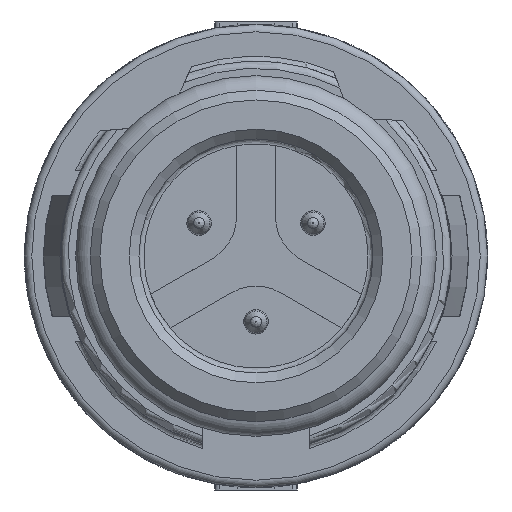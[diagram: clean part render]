
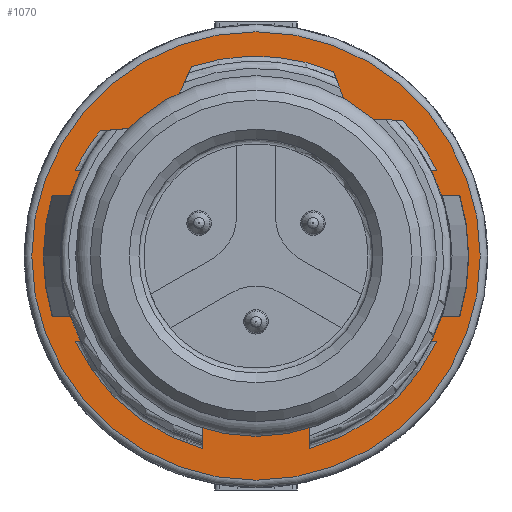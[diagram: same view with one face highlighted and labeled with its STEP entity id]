
A CAD part, left-side view. The second image highlights one B-rep face of the part: STEP entity #1070.
In plain terms, the highlighted planar face has unit normal (-1, 0, 0).
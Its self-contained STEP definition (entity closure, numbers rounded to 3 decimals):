
#354=PLANE('',#4121);
#610=LINE('',#5795,#818);
#613=LINE('',#5818,#821);
#617=LINE('',#5844,#825);
#621=LINE('',#5888,#829);
#629=LINE('',#5914,#837);
#635=LINE('',#5945,#843);
#639=LINE('',#6015,#847);
#646=LINE('',#6049,#854);
#677=LINE('',#6805,#885);
#678=LINE('',#6809,#886);
#679=LINE('',#6813,#887);
#680=LINE('',#6817,#888);
#681=LINE('',#6822,#889);
#682=LINE('',#6826,#890);
#818=VECTOR('',#4606,1.);
#821=VECTOR('',#4611,1.);
#825=VECTOR('',#4617,1.);
#829=VECTOR('',#4623,1.);
#837=VECTOR('',#4645,1.);
#843=VECTOR('',#4653,1.);
#847=VECTOR('',#4659,1.);
#854=VECTOR('',#4668,1.);
#885=VECTOR('',#4819,1.);
#886=VECTOR('',#4822,1.);
#887=VECTOR('',#4825,1.);
#888=VECTOR('',#4828,1.);
#889=VECTOR('',#4833,1.);
#890=VECTOR('',#4836,1.);
#1070=ADVANCED_FACE('',(#1374,#1375),#354,.F.);
#1374=FACE_BOUND('',#1561,.T.);
#1375=FACE_BOUND('',#1562,.T.);
#1561=EDGE_LOOP('',(#2122,#2123,#2124,#2125,#2126,#2127,#2128,#2129,#2130,
#2131,#2132,#2133,#2134,#2135,#2136,#2137,#2138,#2139,#2140,#2141,#2142,
#2143,#2144,#2145,#2146,#2147,#2148,#2149));
#1562=EDGE_LOOP('',(#2150));
#2122=ORIENTED_EDGE('',*,*,#3430,.T.);
#2123=ORIENTED_EDGE('',*,*,#3289,.F.);
#2124=ORIENTED_EDGE('',*,*,#3352,.T.);
#2125=ORIENTED_EDGE('',*,*,#3324,.F.);
#2126=ORIENTED_EDGE('',*,*,#3309,.F.);
#2127=ORIENTED_EDGE('',*,*,#3316,.T.);
#2128=ORIENTED_EDGE('',*,*,#3354,.T.);
#2129=ORIENTED_EDGE('',*,*,#3293,.T.);
#2130=ORIENTED_EDGE('',*,*,#3431,.T.);
#2131=ORIENTED_EDGE('',*,*,#3432,.F.);
#2132=ORIENTED_EDGE('',*,*,#3433,.F.);
#2133=ORIENTED_EDGE('',*,*,#3434,.F.);
#2134=ORIENTED_EDGE('',*,*,#3435,.T.);
#2135=ORIENTED_EDGE('',*,*,#3436,.F.);
#2136=ORIENTED_EDGE('',*,*,#3437,.F.);
#2137=ORIENTED_EDGE('',*,*,#3438,.F.);
#2138=ORIENTED_EDGE('',*,*,#3439,.T.);
#2139=ORIENTED_EDGE('',*,*,#3298,.T.);
#2140=ORIENTED_EDGE('',*,*,#3350,.F.);
#2141=ORIENTED_EDGE('',*,*,#3332,.T.);
#2142=ORIENTED_EDGE('',*,*,#3313,.F.);
#2143=ORIENTED_EDGE('',*,*,#3341,.F.);
#2144=ORIENTED_EDGE('',*,*,#3348,.F.);
#2145=ORIENTED_EDGE('',*,*,#3304,.F.);
#2146=ORIENTED_EDGE('',*,*,#3440,.T.);
#2147=ORIENTED_EDGE('',*,*,#3441,.T.);
#2148=ORIENTED_EDGE('',*,*,#3442,.T.);
#2149=ORIENTED_EDGE('',*,*,#3443,.F.);
#2150=ORIENTED_EDGE('',*,*,#3444,.T.);
#2911=VERTEX_POINT('',#5794);
#2912=VERTEX_POINT('',#5796);
#2915=VERTEX_POINT('',#5819);
#2916=VERTEX_POINT('',#5820);
#2920=VERTEX_POINT('',#5845);
#2921=VERTEX_POINT('',#5846);
#2926=VERTEX_POINT('',#5887);
#2927=VERTEX_POINT('',#5889);
#2930=VERTEX_POINT('',#5897);
#2932=VERTEX_POINT('',#5900);
#2934=VERTEX_POINT('',#5906);
#2936=VERTEX_POINT('',#5909);
#2938=VERTEX_POINT('',#5915);
#2945=VERTEX_POINT('',#5946);
#2952=VERTEX_POINT('',#6016);
#2959=VERTEX_POINT('',#6047);
#3014=VERTEX_POINT('',#6802);
#3015=VERTEX_POINT('',#6804);
#3016=VERTEX_POINT('',#6806);
#3017=VERTEX_POINT('',#6808);
#3018=VERTEX_POINT('',#6810);
#3019=VERTEX_POINT('',#6812);
#3020=VERTEX_POINT('',#6814);
#3021=VERTEX_POINT('',#6816);
#3022=VERTEX_POINT('',#6818);
#3023=VERTEX_POINT('',#6821);
#3024=VERTEX_POINT('',#6823);
#3025=VERTEX_POINT('',#6825);
#3026=VERTEX_POINT('',#6828);
#3289=EDGE_CURVE('',#2911,#2912,#610,.T.);
#3293=EDGE_CURVE('',#2915,#2916,#613,.T.);
#3298=EDGE_CURVE('',#2920,#2921,#617,.T.);
#3304=EDGE_CURVE('',#2926,#2927,#621,.T.);
#3309=EDGE_CURVE('',#2930,#2932,#3778,.T.);
#3313=EDGE_CURVE('',#2934,#2936,#3780,.T.);
#3316=EDGE_CURVE('',#2930,#2938,#629,.T.);
#3324=EDGE_CURVE('',#2932,#2945,#635,.T.);
#3332=EDGE_CURVE('',#2952,#2936,#639,.T.);
#3341=EDGE_CURVE('',#2959,#2934,#646,.T.);
#3348=EDGE_CURVE('',#2927,#2959,#3782,.T.);
#3350=EDGE_CURVE('',#2952,#2921,#3783,.T.);
#3352=EDGE_CURVE('',#2911,#2945,#3784,.T.);
#3354=EDGE_CURVE('',#2938,#2915,#3785,.T.);
#3430=EDGE_CURVE('',#3014,#2912,#3808,.T.);
#3431=EDGE_CURVE('',#2916,#3015,#3809,.T.);
#3432=EDGE_CURVE('',#3016,#3015,#677,.T.);
#3433=EDGE_CURVE('',#3017,#3016,#3810,.T.);
#3434=EDGE_CURVE('',#3018,#3017,#678,.T.);
#3435=EDGE_CURVE('',#3018,#3019,#3811,.T.);
#3436=EDGE_CURVE('',#3020,#3019,#679,.T.);
#3437=EDGE_CURVE('',#3021,#3020,#3812,.T.);
#3438=EDGE_CURVE('',#3022,#3021,#680,.T.);
#3439=EDGE_CURVE('',#3022,#2920,#3813,.T.);
#3440=EDGE_CURVE('',#2926,#3023,#3814,.T.);
#3441=EDGE_CURVE('',#3023,#3024,#681,.T.);
#3442=EDGE_CURVE('',#3024,#3025,#3815,.T.);
#3443=EDGE_CURVE('',#3014,#3025,#682,.T.);
#3444=EDGE_CURVE('',#3026,#3026,#3816,.T.);
#3778=CIRCLE('',#4045,4.);
#3780=CIRCLE('',#4048,4.);
#3782=CIRCLE('',#4055,3.5);
#3783=CIRCLE('',#4057,3.5);
#3784=CIRCLE('',#4059,3.5);
#3785=CIRCLE('',#4061,3.5);
#3808=CIRCLE('',#4112,4.1);
#3809=CIRCLE('',#4113,4.1);
#3810=CIRCLE('',#4114,3.6);
#3811=CIRCLE('',#4115,4.1);
#3812=CIRCLE('',#4116,3.6);
#3813=CIRCLE('',#4117,4.1);
#3814=CIRCLE('',#4118,4.1);
#3815=CIRCLE('',#4119,3.6);
#3816=CIRCLE('',#4120,4.6);
#4045=AXIS2_PLACEMENT_3D('',#5899,#4630,#4631);
#4048=AXIS2_PLACEMENT_3D('',#5908,#4638,#4639);
#4055=AXIS2_PLACEMENT_3D('',#6116,#4673,#4674);
#4057=AXIS2_PLACEMENT_3D('',#6149,#4677,#4678);
#4059=AXIS2_PLACEMENT_3D('',#6182,#4681,#4682);
#4061=AXIS2_PLACEMENT_3D('',#6215,#4685,#4686);
#4112=AXIS2_PLACEMENT_3D('',#6801,#4815,#4816);
#4113=AXIS2_PLACEMENT_3D('',#6803,#4817,#4818);
#4114=AXIS2_PLACEMENT_3D('',#6807,#4820,#4821);
#4115=AXIS2_PLACEMENT_3D('',#6811,#4823,#4824);
#4116=AXIS2_PLACEMENT_3D('',#6815,#4826,#4827);
#4117=AXIS2_PLACEMENT_3D('',#6819,#4829,#4830);
#4118=AXIS2_PLACEMENT_3D('',#6820,#4831,#4832);
#4119=AXIS2_PLACEMENT_3D('',#6824,#4834,#4835);
#4120=AXIS2_PLACEMENT_3D('',#6827,#4837,#4838);
#4121=AXIS2_PLACEMENT_3D('',#6829,#4839,#4840);
#4606=DIRECTION('',(0.,1.,0.));
#4611=DIRECTION('',(0.,1.,0.));
#4617=DIRECTION('',(0.,1.,0.));
#4623=DIRECTION('',(0.,1.,0.));
#4630=DIRECTION('',(-1.,0.,0.));
#4631=DIRECTION('',(0.,0.,-1.));
#4638=DIRECTION('',(-1.,0.,0.));
#4639=DIRECTION('',(0.,0.,-1.));
#4645=DIRECTION('',(0.,-1.,0.));
#4653=DIRECTION('',(0.,-1.,0.));
#4659=DIRECTION('',(0.,-1.,0.));
#4668=DIRECTION('',(0.,-1.,0.));
#4673=DIRECTION('',(-1.,0.,0.));
#4674=DIRECTION('',(0.,0.,-1.));
#4677=DIRECTION('',(-1.,0.,0.));
#4678=DIRECTION('',(0.,0.,-1.));
#4681=DIRECTION('',(1.,0.,0.));
#4682=DIRECTION('',(0.,0.,-1.));
#4685=DIRECTION('',(1.,0.,0.));
#4686=DIRECTION('',(0.,0.,-1.));
#4815=DIRECTION('',(1.,0.,0.));
#4816=DIRECTION('',(0.,-1.,0.));
#4817=DIRECTION('',(1.,0.,0.));
#4818=DIRECTION('',(0.,-1.,0.));
#4819=DIRECTION('',(0.,0.997,-0.079));
#4820=DIRECTION('',(-1.,0.,0.));
#4821=DIRECTION('',(0.,1.,0.));
#4822=DIRECTION('',(0.,0.415,-0.91));
#4823=DIRECTION('',(1.,0.,0.));
#4824=DIRECTION('',(0.,-1.,0.));
#4825=DIRECTION('',(0.,0.358,0.934));
#4826=DIRECTION('',(-1.,0.,0.));
#4827=DIRECTION('',(0.,0.559,0.829));
#4828=DIRECTION('',(0.,1.,0.017));
#4829=DIRECTION('',(1.,0.,0.));
#4830=DIRECTION('',(0.,-1.,0.));
#4831=DIRECTION('',(1.,0.,0.));
#4832=DIRECTION('',(0.,-1.,0.));
#4833=DIRECTION('',(0.,0.,1.));
#4834=DIRECTION('',(1.,0.,0.));
#4835=DIRECTION('',(0.,1.,0.));
#4836=DIRECTION('',(0.,0.,1.));
#4837=DIRECTION('',(-1.,0.,0.));
#4838=DIRECTION('',(0.,-1.,0.));
#4839=DIRECTION('',(1.,0.,0.));
#4840=DIRECTION('',(0.,-1.,0.));
#5794=CARTESIAN_POINT('',(7.2,3.031,-1.75));
#5795=CARTESIAN_POINT('',(7.2,3.873,-1.75));
#5796=CARTESIAN_POINT('',(7.2,3.708,-1.75));
#5818=CARTESIAN_POINT('',(7.2,3.873,1.75));
#5819=CARTESIAN_POINT('',(7.2,3.031,1.75));
#5820=CARTESIAN_POINT('',(7.2,3.708,1.75));
#5844=CARTESIAN_POINT('',(7.2,-3.873,1.75));
#5845=CARTESIAN_POINT('',(7.2,-3.708,1.75));
#5846=CARTESIAN_POINT('',(7.2,-3.031,1.75));
#5887=CARTESIAN_POINT('',(7.2,-3.708,-1.75));
#5888=CARTESIAN_POINT('',(7.2,-3.873,-1.75));
#5889=CARTESIAN_POINT('',(7.2,-3.031,-1.75));
#5897=CARTESIAN_POINT('',(7.2,3.8,1.25));
#5899=CARTESIAN_POINT('',(7.2,0.,0.));
#5900=CARTESIAN_POINT('',(7.2,3.8,-1.25));
#5906=CARTESIAN_POINT('',(7.2,-3.8,-1.25));
#5908=CARTESIAN_POINT('',(7.2,0.,0.));
#5909=CARTESIAN_POINT('',(7.2,-3.8,1.25));
#5914=CARTESIAN_POINT('',(7.2,3.8,1.25));
#5915=CARTESIAN_POINT('',(7.2,3.269,1.25));
#5945=CARTESIAN_POINT('',(7.2,3.8,-1.25));
#5946=CARTESIAN_POINT('',(7.2,3.269,-1.25));
#6015=CARTESIAN_POINT('',(7.2,-3.8,1.25));
#6016=CARTESIAN_POINT('',(7.2,-3.269,1.25));
#6047=CARTESIAN_POINT('',(7.2,-3.269,-1.25));
#6049=CARTESIAN_POINT('',(7.2,-3.8,-1.25));
#6116=CARTESIAN_POINT('',(7.2,0.,0.));
#6149=CARTESIAN_POINT('',(7.2,0.,0.));
#6182=CARTESIAN_POINT('',(7.2,0.,0.));
#6215=CARTESIAN_POINT('',(7.2,0.,0.));
#6801=CARTESIAN_POINT('',(7.2,0.,0.));
#6802=CARTESIAN_POINT('',(7.2,1.1,-3.95));
#6803=CARTESIAN_POINT('',(7.2,0.,0.));
#6804=CARTESIAN_POINT('',(7.2,3.196,2.568));
#6805=CARTESIAN_POINT('',(7.2,2.462,2.627));
#6806=CARTESIAN_POINT('',(7.2,2.462,2.627));
#6807=CARTESIAN_POINT('',(7.2,0.,0.));
#6808=CARTESIAN_POINT('',(7.2,1.626,3.212));
#6809=CARTESIAN_POINT('',(7.2,1.378,3.755));
#6810=CARTESIAN_POINT('',(7.2,1.32,3.882));
#6811=CARTESIAN_POINT('',(7.2,0.,0.));
#6812=CARTESIAN_POINT('',(7.2,-1.589,3.78));
#6813=CARTESIAN_POINT('',(7.2,-1.855,3.085));
#6814=CARTESIAN_POINT('',(7.2,-1.855,3.085));
#6815=CARTESIAN_POINT('',(7.2,0.,0.));
#6816=CARTESIAN_POINT('',(7.2,-2.265,2.798));
#6817=CARTESIAN_POINT('',(7.2,-2.868,2.788));
#6818=CARTESIAN_POINT('',(7.2,-3.008,2.786));
#6819=CARTESIAN_POINT('',(7.2,0.,0.));
#6820=CARTESIAN_POINT('',(7.2,0.,0.));
#6821=CARTESIAN_POINT('',(7.2,-1.1,-3.95));
#6822=CARTESIAN_POINT('',(7.2,-1.1,-4.286));
#6823=CARTESIAN_POINT('',(7.2,-1.1,-3.428));
#6824=CARTESIAN_POINT('',(7.2,0.,0.));
#6825=CARTESIAN_POINT('',(7.2,1.1,-3.428));
#6826=CARTESIAN_POINT('',(7.2,1.1,0.));
#6827=CARTESIAN_POINT('',(7.2,0.,0.));
#6828=CARTESIAN_POINT('',(7.2,-4.6,0.));
#6829=CARTESIAN_POINT('',(7.2,0.,0.));
